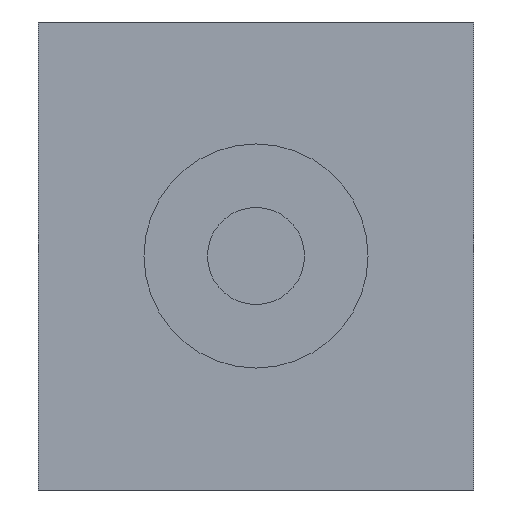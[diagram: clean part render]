
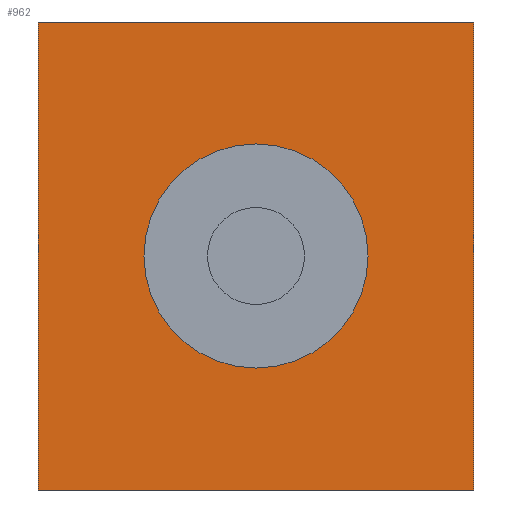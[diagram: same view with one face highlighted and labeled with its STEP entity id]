
A CAD part, front view. The second image highlights one B-rep face of the part: STEP entity #962.
In plain terms, the highlighted planar face has unit normal (0, -1, 0).
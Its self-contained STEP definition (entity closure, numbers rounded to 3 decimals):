
#9 = DIRECTION ( 'NONE',  ( 0., 0., 1. ) ) ;
#27 = VERTEX_POINT ( 'NONE', #652 ) ;
#44 = VERTEX_POINT ( 'NONE', #330 ) ;
#73 = CARTESIAN_POINT ( 'NONE',  ( -26.5, 0., 0. ) ) ;
#151 = DIRECTION ( 'NONE',  ( 1., 0., 0. ) ) ;
#163 = PLANE ( 'NONE',  #197 ) ;
#197 = AXIS2_PLACEMENT_3D ( 'NONE', #923, #540, #846 ) ;
#221 = DIRECTION ( 'NONE',  ( 0., 1., 0. ) ) ;
#242 = CARTESIAN_POINT ( 'NONE',  ( 0., 0., -18.8 ) ) ;
#289 = AXIS2_PLACEMENT_3D ( 'NONE', #761, #825, #293 ) ;
#293 = DIRECTION ( 'NONE',  ( 1., 0., 0. ) ) ;
#302 = EDGE_CURVE ( 'NONE', #645, #44, #502, .T. ) ;
#311 = AXIS2_PLACEMENT_3D ( 'NONE', #806, #221, #151 ) ;
#320 = VECTOR ( 'NONE', #9, 1000. ) ;
#330 = CARTESIAN_POINT ( 'NONE',  ( 0., 0., 18.8 ) ) ;
#363 = DIRECTION ( 'NONE',  ( -1., 0., 0. ) ) ;
#364 = ORIENTED_EDGE ( 'NONE', *, *, #631, .F. ) ;
#373 = DIRECTION ( 'NONE',  ( 0., 0., 1. ) ) ;
#385 = CARTESIAN_POINT ( 'NONE',  ( -35., 0., 18.8 ) ) ;
#386 = FACE_OUTER_BOUND ( 'NONE', #802, .T. ) ;
#388 = CARTESIAN_POINT ( 'NONE',  ( -35., 0., 0. ) ) ;
#418 = LINE ( 'NONE', #726, #477 ) ;
#419 = EDGE_CURVE ( 'NONE', #723, #440, #695, .T. ) ;
#429 = DIRECTION ( 'NONE',  ( 1., 0., 0. ) ) ;
#436 = ORIENTED_EDGE ( 'NONE', *, *, #302, .F. ) ;
#440 = VERTEX_POINT ( 'NONE', #73 ) ;
#474 = ORIENTED_EDGE ( 'NONE', *, *, #842, .T. ) ;
#477 = VECTOR ( 'NONE', #373, 1000. ) ;
#479 = CIRCLE ( 'NONE', #311, 9. ) ;
#502 = LINE ( 'NONE', #863, #920 ) ;
#540 = DIRECTION ( 'NONE',  ( 0., -1., 0. ) ) ;
#554 = EDGE_CURVE ( 'NONE', #654, #27, #902, .T. ) ;
#610 = VECTOR ( 'NONE', #363, 1000. ) ;
#615 = FACE_BOUND ( 'NONE', #797, .T. ) ;
#619 = ORIENTED_EDGE ( 'NONE', *, *, #419, .T. ) ;
#631 = EDGE_CURVE ( 'NONE', #27, #645, #929, .T. ) ;
#645 = VERTEX_POINT ( 'NONE', #385 ) ;
#652 = CARTESIAN_POINT ( 'NONE',  ( -35., 0., -18.8 ) ) ;
#654 = VERTEX_POINT ( 'NONE', #242 ) ;
#672 = CARTESIAN_POINT ( 'NONE',  ( -35., 0., -18.8 ) ) ;
#695 = CIRCLE ( 'NONE', #289, 9. ) ;
#723 = VERTEX_POINT ( 'NONE', #774 ) ;
#726 = CARTESIAN_POINT ( 'NONE',  ( 0., 0., 0. ) ) ;
#761 = CARTESIAN_POINT ( 'NONE',  ( -17.5, 0., 0. ) ) ;
#774 = CARTESIAN_POINT ( 'NONE',  ( -8.5, 0., 0. ) ) ;
#797 = EDGE_LOOP ( 'NONE', ( #619, #859 ) ) ;
#802 = EDGE_LOOP ( 'NONE', ( #474, #436, #364, #935 ) ) ;
#806 = CARTESIAN_POINT ( 'NONE',  ( -17.5, 0., 0. ) ) ;
#825 = DIRECTION ( 'NONE',  ( 0., 1., 0. ) ) ;
#842 = EDGE_CURVE ( 'NONE', #654, #44, #418, .T. ) ;
#846 = DIRECTION ( 'NONE',  ( 0., 0., -1. ) ) ;
#859 = ORIENTED_EDGE ( 'NONE', *, *, #903, .T. ) ;
#863 = CARTESIAN_POINT ( 'NONE',  ( -35., 0., 18.8 ) ) ;
#902 = LINE ( 'NONE', #672, #610 ) ;
#903 = EDGE_CURVE ( 'NONE', #440, #723, #479, .T. ) ;
#920 = VECTOR ( 'NONE', #429, 1000. ) ;
#923 = CARTESIAN_POINT ( 'NONE',  ( -35., 0., 0. ) ) ;
#929 = LINE ( 'NONE', #388, #320 ) ;
#935 = ORIENTED_EDGE ( 'NONE', *, *, #554, .F. ) ;
#962 = ADVANCED_FACE ( 'NONE', ( #615, #386 ), #163, .T. ) ;
